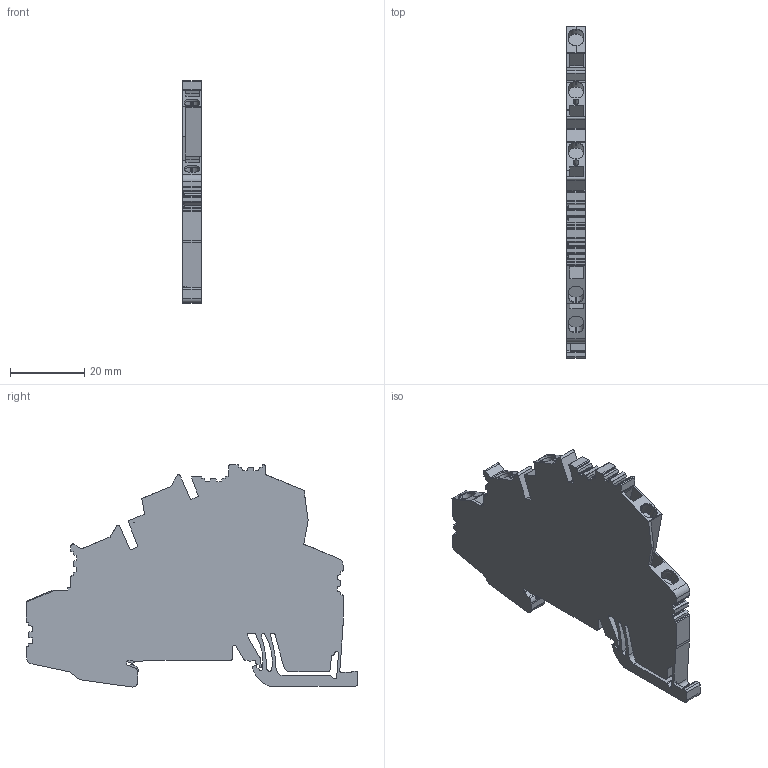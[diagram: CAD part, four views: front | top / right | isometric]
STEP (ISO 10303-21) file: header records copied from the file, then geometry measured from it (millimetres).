
FILE_DESCRIPTION(('CATIA V5R22 STEP214','CAx-IF Rec.Pracs.--- Model Styling and Organization---1.4--- 2014-01-23'),'2;1');
FILE_NAME ('022321-2_0_1805940000_1805940000.stp','2021-02-05T08:19:23+00:00',('none'),('Weidmueller'),'CATIA Version 5-6 Release 2016 SP3 HF44','CATIA V5 STEP AP214','none');
FILE_SCHEMA(('AUTOMOTIVE_DESIGN { 1 0 10303 214 1 1 1 1 }'));
Length unit declared in the file: millimetre
Products named in the file (1): 1805940000_ZDKPE_2-5-2
Bounding box: 5.1 x 89.17 x 59.67 mm (x, y, z)
Volume: 16425.5 mm3; surface area: 10578.4 mm2
Topology: 5 solids, 5 shells, 511 faces, 1471 edges, 982 vertices
Faces by surface type: plane 336, cylinder 139, extrusion 32, bspline 4
Entity records: 16829 total; most frequent: CARTESIAN_POINT 3687, ORIENTED_EDGE 2942, DIRECTION 2287, EDGE_CURVE 1471, VECTOR 1163, LINE 1131, VERTEX_POINT 982, AXIS2_PLACEMENT_3D 692
